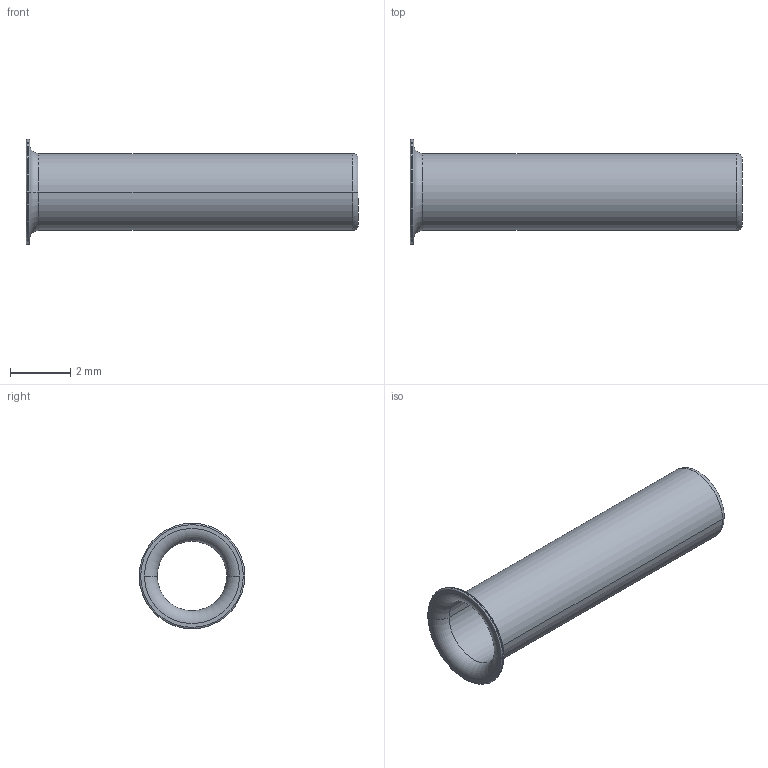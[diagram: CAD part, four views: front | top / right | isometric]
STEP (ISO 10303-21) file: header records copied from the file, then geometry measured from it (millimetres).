
FILE_DESCRIPTION(('STEP AP214'),'1');
FILE_NAME('0127_04_27.stp','2016-07-07T14:22:29',('TraceParts'),('TraceParts S.A.'),'Spatial InterOp 3D',' ',' ');
FILE_SCHEMA(('automotive_design'));
Length unit declared in the file: millimetre
Products named in the file (1): 0127-04-27
Bounding box: 11 x 3.5 x 3.5 mm (x, y, z)
Volume: 10.8 mm3; surface area: 175.6 mm2
Topology: 1 solids, 1 shells, 22 faces, 48 edges, 28 vertices
Faces by surface type: torus 14, cylinder 6, plane 2
Entity records: 637 total; most frequent: DIRECTION 136, CARTESIAN_POINT 99, ORIENTED_EDGE 96, AXIS2_PLACEMENT_3D 65, EDGE_CURVE 48, CIRCLE 42, VERTEX_POINT 28, EDGE_LOOP 24
